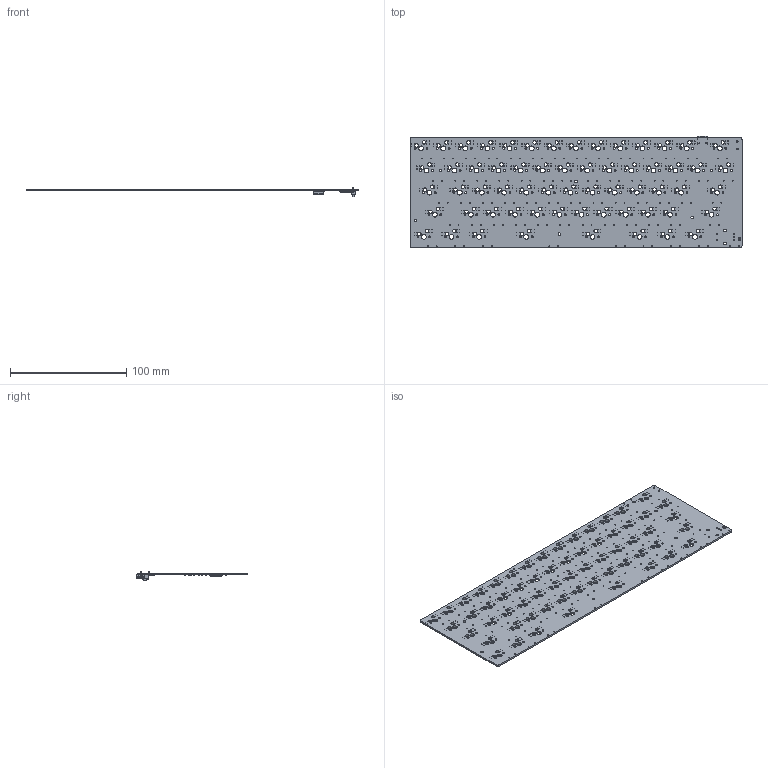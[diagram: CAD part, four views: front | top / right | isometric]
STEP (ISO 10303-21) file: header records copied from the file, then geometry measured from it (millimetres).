
FILE_DESCRIPTION(('KiCad electronic assembly'),'2;1');
FILE_NAME('my-own-keyboard.step','2025-08-13T14:53:14',('Pcbnew'),( 'Kicad'),'Open CASCADE STEP processor 7.9','KiCad to STEP converter' ,'Unknown');
FILE_SCHEMA(('AUTOMOTIVE_DESIGN { 1 0 10303 214 1 1 1 1 }'));
Length unit declared in the file: millimetre
Products named in the file (8): my-own-keyboard 1; C_0603_1608Metric; R_0603_1608Metric; TQFP-44_10x10mm_P0.8mm; 5077CR-16SMC2-BK-TR; tact-switch; Crystal_SMD_3225-4Pin_3.2x2.5mm; my-own-keyboard_PCB
Assembly tree (18 placements, depth 2):
  my-own-keyboard 1
    C_0603_1608Metric  x7
    R_0603_1608Metric  x6
    TQFP-44_10x10mm_P0.8mm
    5077CR-16SMC2-BK-TR
    tact-switch
    Crystal_SMD_3225-4Pin_3.2x2.5mm
    my-own-keyboard_PCB
Bounding box: 285.75 x 96.34 x 8.46 mm (x, y, z)
Volume: 38302.9 mm3; surface area: 57710.1 mm2
Topology: 41 solids, 41 shells, 2689 faces, 7482 edges, 4883 vertices
Faces by surface type: cylinder 1456, plane 1189, bspline 32, cone 12
Full cylindrical faces by diameter (mm): 0.3 x488, 0.65 x2, 0.7 x6, 0.813 x124, 1 x5, 1.3 x2, 1.6 x122, 2.2 x6, 3 x122, 4.1 x61
Entity records: 89675 total; most frequent: CARTESIAN_POINT 14891, DIRECTION 13995, ORIENTED_EDGE 13420, EDGE_CURVE 6710, AXIS2_PLACEMENT_3D 5031, VERTEX_POINT 4375, FACE_BOUND 4301, EDGE_LOOP 4301
